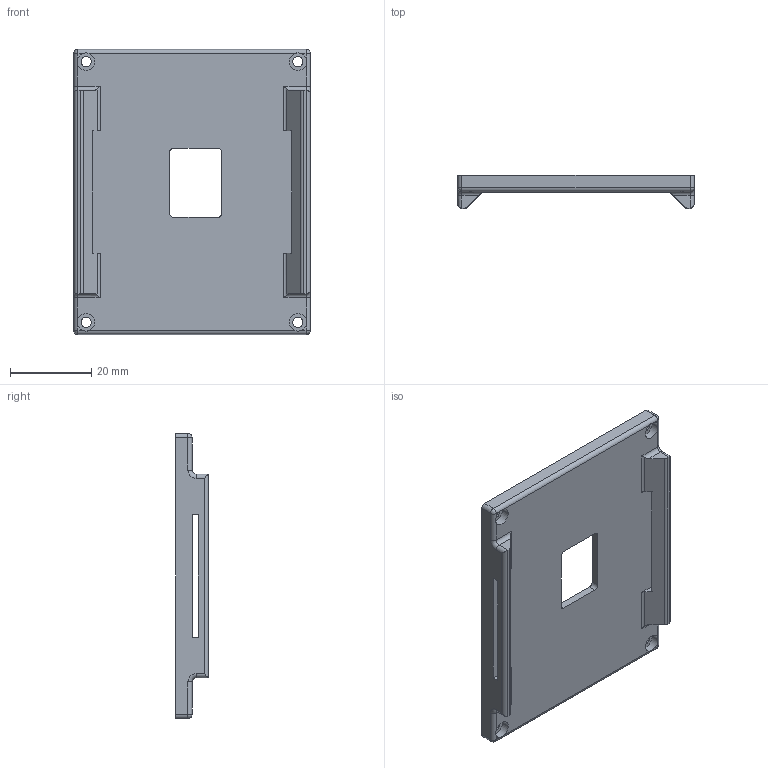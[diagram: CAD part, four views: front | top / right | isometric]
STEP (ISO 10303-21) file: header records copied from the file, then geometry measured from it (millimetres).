
FILE_DESCRIPTION (( 'STEP AP214' ), '1' );
FILE_NAME ('boxbox1.STEP', '2025-12-01T10:35:28', ( '' ), ( '' ), 'SwSTEP 2.0', 'SolidWorks 2020', '' );
FILE_SCHEMA (( 'AUTOMOTIVE_DESIGN' ));
Length unit declared in the file: millimetre
Products named in the file (1): boxbox1
Bounding box: 58 x 8 x 70 mm (x, y, z)
Volume: 9723.3 mm3; surface area: 10362.4 mm2
Topology: 1 solids, 1 shells, 111 faces, 310 edges, 196 vertices
Faces by surface type: cylinder 58, plane 45, torus 4, sphere 4
Entity records: 3650 total; most frequent: CARTESIAN_POINT 726, DIRECTION 614, ORIENTED_EDGE 612, EDGE_CURVE 306, AXIS2_PLACEMENT_3D 220, VERTEX_POINT 196, VECTOR 174, LINE 174
